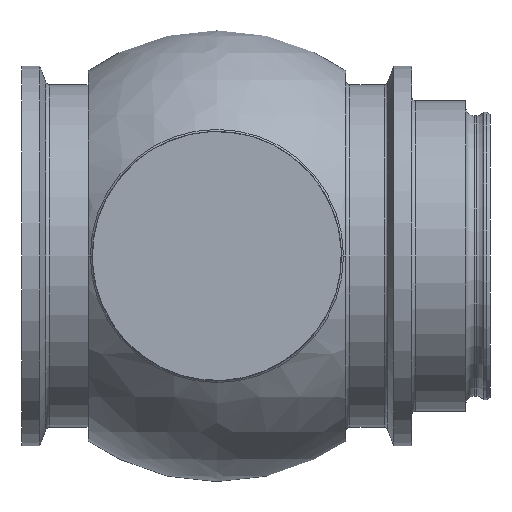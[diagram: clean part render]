
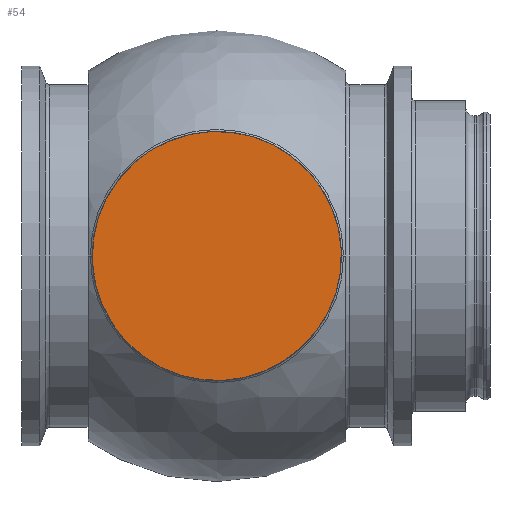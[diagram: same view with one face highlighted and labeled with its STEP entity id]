
A CAD part, left-side view. The second image highlights one B-rep face of the part: STEP entity #54.
In plain terms, the highlighted planar face has unit normal (-1, 0, 0).
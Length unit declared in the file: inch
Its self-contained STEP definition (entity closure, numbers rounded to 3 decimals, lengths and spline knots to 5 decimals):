
#23 = EDGE_CURVE ( 'NONE', #1101, #1523, #107, .T. ) ;
#54 = ADVANCED_FACE ( 'NONE', ( #700 ), #463, .F. ) ;
#107 = CIRCLE ( 'NONE', #529, 1. ) ;
#406 = DIRECTION ( 'NONE',  ( 0., 0.12, -0.993 ) ) ;
#463 = PLANE ( 'NONE',  #1013 ) ;
#519 = ORIENTED_EDGE ( 'NONE', *, *, #23, .F. ) ;
#527 = CARTESIAN_POINT ( 'NONE',  ( -4.135, 2.193, 0. ) ) ;
#529 = AXIS2_PLACEMENT_3D ( 'NONE', #527, #1244, #406 ) ;
#568 = DIRECTION ( 'NONE',  ( 1., 0., 0. ) ) ;
#700 = FACE_OUTER_BOUND ( 'NONE', #1365, .T. ) ;
#710 = EDGE_CURVE ( 'NONE', #1523, #1101, #1440, .T. ) ;
#812 = DIRECTION ( 'NONE',  ( 0., 0.12, -0.993 ) ) ;
#897 = ORIENTED_EDGE ( 'NONE', *, *, #710, .F. ) ;
#934 = DIRECTION ( 'NONE',  ( 1., 0., 0. ) ) ;
#1013 = AXIS2_PLACEMENT_3D ( 'NONE', #1062, #934, #812 ) ;
#1062 = CARTESIAN_POINT ( 'NONE',  ( -4.135, 2.193, 0. ) ) ;
#1101 = VERTEX_POINT ( 'NONE', #1344 ) ;
#1244 = DIRECTION ( 'NONE',  ( 1., 0., 0. ) ) ;
#1287 = CARTESIAN_POINT ( 'NONE',  ( -4.135, 2.193, 0. ) ) ;
#1344 = CARTESIAN_POINT ( 'NONE',  ( -4.135, 2.31338, -0.99273 ) ) ;
#1365 = EDGE_LOOP ( 'NONE', ( #519, #897 ) ) ;
#1406 = DIRECTION ( 'NONE',  ( 0., 0.12, -0.993 ) ) ;
#1434 = CARTESIAN_POINT ( 'NONE',  ( -4.135, 2.07262, 0.99273 ) ) ;
#1440 = CIRCLE ( 'NONE', #1474, 1. ) ;
#1474 = AXIS2_PLACEMENT_3D ( 'NONE', #1287, #568, #1406 ) ;
#1523 = VERTEX_POINT ( 'NONE', #1434 ) ;
